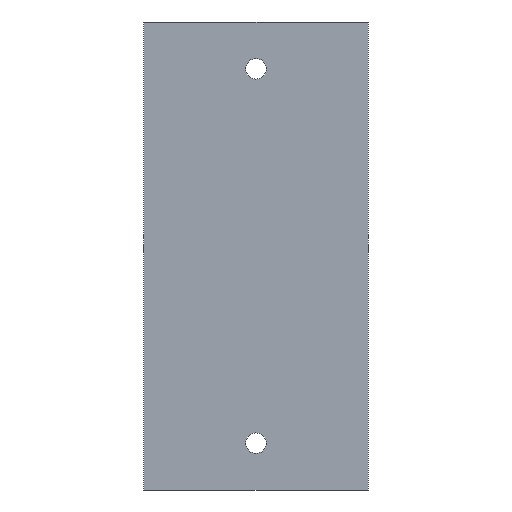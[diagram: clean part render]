
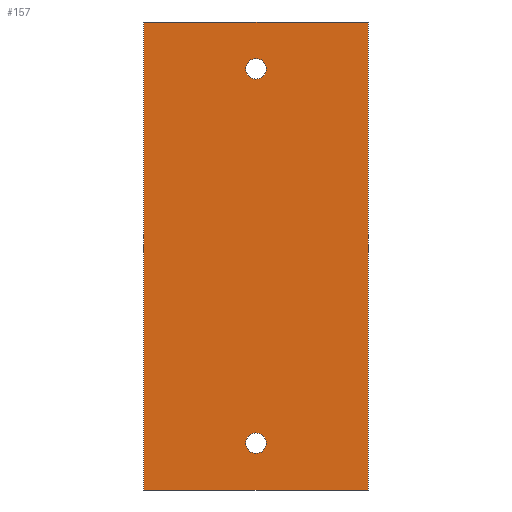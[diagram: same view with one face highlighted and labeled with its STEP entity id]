
A CAD part, front view. The second image highlights one B-rep face of the part: STEP entity #157.
In plain terms, the highlighted planar face has unit normal (0, -1, 0).
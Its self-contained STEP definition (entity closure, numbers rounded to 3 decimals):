
#16=FACE_BOUND('',#37,.T.);
#17=FACE_BOUND('',#38,.T.);
#20=CIRCLE('',#189,5.5);
#21=CIRCLE('',#190,5.5);
#28=FACE_OUTER_BOUND('',#36,.T.);
#36=EDGE_LOOP('',(#118,#119,#120,#121));
#37=EDGE_LOOP('',(#122));
#38=EDGE_LOOP('',(#123));
#44=LINE('',#240,#58);
#50=LINE('',#251,#64);
#53=LINE('',#257,#67);
#55=LINE('',#260,#69);
#58=VECTOR('',#200,10.);
#64=VECTOR('',#208,10.);
#67=VECTOR('',#213,10.);
#69=VECTOR('',#217,10.);
#72=VERTEX_POINT('',#238);
#73=VERTEX_POINT('',#239);
#77=VERTEX_POINT('',#249);
#79=VERTEX_POINT('',#255);
#80=VERTEX_POINT('',#262);
#81=VERTEX_POINT('',#264);
#84=EDGE_CURVE('',#72,#73,#44,.T.);
#90=EDGE_CURVE('',#73,#77,#50,.T.);
#93=EDGE_CURVE('',#77,#79,#53,.T.);
#95=EDGE_CURVE('',#79,#72,#55,.T.);
#96=EDGE_CURVE('',#80,#80,#20,.T.);
#97=EDGE_CURVE('',#81,#81,#21,.T.);
#118=ORIENTED_EDGE('',*,*,#84,.T.);
#119=ORIENTED_EDGE('',*,*,#90,.T.);
#120=ORIENTED_EDGE('',*,*,#93,.T.);
#121=ORIENTED_EDGE('',*,*,#95,.T.);
#122=ORIENTED_EDGE('',*,*,#96,.T.);
#123=ORIENTED_EDGE('',*,*,#97,.T.);
#142=PLANE('',#188);
#157=ADVANCED_FACE('',(#28,#16,#17),#142,.F.);
#188=AXIS2_PLACEMENT_3D('',#261,#218,#219);
#189=AXIS2_PLACEMENT_3D('',#263,#220,#221);
#190=AXIS2_PLACEMENT_3D('',#265,#222,#223);
#200=DIRECTION('',(-1.,0.,0.));
#208=DIRECTION('',(0.,0.,-1.));
#213=DIRECTION('',(1.,0.,0.));
#217=DIRECTION('',(0.,0.,1.));
#218=DIRECTION('center_axis',(0.,1.,0.));
#219=DIRECTION('ref_axis',(0.,0.,1.));
#220=DIRECTION('center_axis',(0.,1.,0.));
#221=DIRECTION('ref_axis',(-1.,0.,0.));
#222=DIRECTION('center_axis',(0.,1.,0.));
#223=DIRECTION('ref_axis',(-1.,0.,0.));
#238=CARTESIAN_POINT('',(60.,0.,125.));
#239=CARTESIAN_POINT('',(-60.,0.,125.));
#240=CARTESIAN_POINT('',(60.,0.,125.));
#249=CARTESIAN_POINT('',(-60.,0.,-125.));
#251=CARTESIAN_POINT('',(-60.,0.,125.));
#255=CARTESIAN_POINT('',(60.,0.,-125.));
#257=CARTESIAN_POINT('',(-60.,0.,-125.));
#260=CARTESIAN_POINT('',(60.,0.,-125.));
#261=CARTESIAN_POINT('Origin',(0.,0.,0.));
#262=CARTESIAN_POINT('',(5.5,0.,100.));
#263=CARTESIAN_POINT('Origin',(0.,0.,100.));
#264=CARTESIAN_POINT('',(5.5,0.,-100.));
#265=CARTESIAN_POINT('Origin',(0.,0.,-100.));
